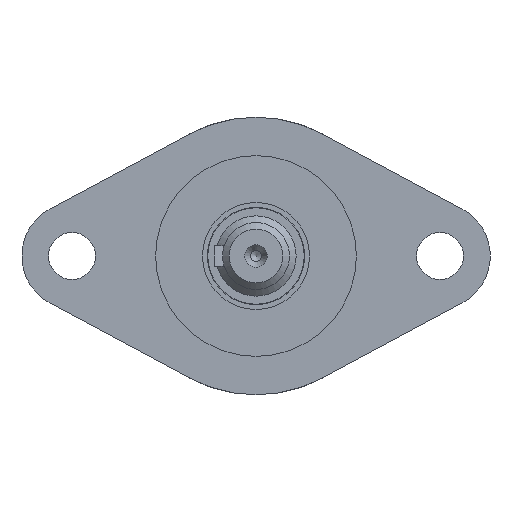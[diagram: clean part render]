
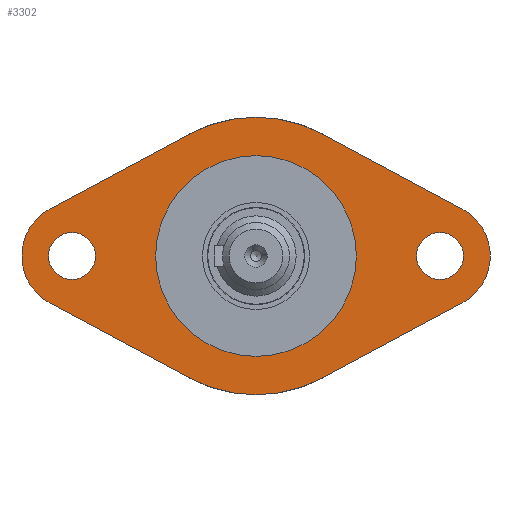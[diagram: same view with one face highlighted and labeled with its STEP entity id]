
A CAD part, left-side view. The second image highlights one B-rep face of the part: STEP entity #3302.
In plain terms, the highlighted planar face has unit normal (-1, 0, 0).
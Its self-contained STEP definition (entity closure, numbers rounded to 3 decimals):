
#501=LINE('',#5438,#780);
#503=LINE('',#5443,#782);
#507=LINE('',#5456,#786);
#512=LINE('',#5469,#791);
#780=VECTOR('',#4314,10.);
#782=VECTOR('',#4318,10.);
#786=VECTOR('',#4330,10.);
#791=VECTOR('',#4343,10.);
#872=FACE_BOUND('',#1227,.T.);
#873=FACE_BOUND('',#1228,.T.);
#874=FACE_BOUND('',#1229,.T.);
#1027=FACE_OUTER_BOUND('',#1226,.T.);
#1226=EDGE_LOOP('',(#2862,#2863,#2864,#2865,#2866,#2867,#2868,#2869));
#1227=EDGE_LOOP('',(#2870));
#1228=EDGE_LOOP('',(#2871));
#1229=EDGE_LOOP('',(#2872));
#1343=CIRCLE('',#3564,3.5);
#1345=CIRCLE('',#3567,3.5);
#1347=CIRCLE('',#3570,8.);
#1351=CIRCLE('',#3579,8.);
#1353=CIRCLE('',#3584,15.);
#1355=CIRCLE('',#3587,20.75);
#1356=CIRCLE('',#3588,20.75);
#1614=VERTEX_POINT('',#5415);
#1616=VERTEX_POINT('',#5421);
#1619=VERTEX_POINT('',#5428);
#1620=VERTEX_POINT('',#5430);
#1622=VERTEX_POINT('',#5436);
#1624=VERTEX_POINT('',#5442);
#1628=VERTEX_POINT('',#5453);
#1629=VERTEX_POINT('',#5455);
#1631=VERTEX_POINT('',#5461);
#1633=VERTEX_POINT('',#5467);
#1634=VERTEX_POINT('',#5473);
#2025=EDGE_CURVE('',#1614,#1614,#1343,.T.);
#2028=EDGE_CURVE('',#1616,#1616,#1345,.T.);
#2031=EDGE_CURVE('',#1619,#1620,#1347,.T.);
#2035=EDGE_CURVE('',#1622,#1619,#501,.T.);
#2037=EDGE_CURVE('',#1620,#1624,#503,.T.);
#2043=EDGE_CURVE('',#1629,#1628,#507,.T.);
#2047=EDGE_CURVE('',#1628,#1631,#1351,.T.);
#2050=EDGE_CURVE('',#1631,#1633,#512,.T.);
#2052=EDGE_CURVE('',#1634,#1634,#1353,.T.);
#2055=EDGE_CURVE('',#1624,#1633,#1355,.T.);
#2056=EDGE_CURVE('',#1629,#1622,#1356,.T.);
#2862=ORIENTED_EDGE('',*,*,#2055,.F.);
#2863=ORIENTED_EDGE('',*,*,#2037,.F.);
#2864=ORIENTED_EDGE('',*,*,#2031,.F.);
#2865=ORIENTED_EDGE('',*,*,#2035,.F.);
#2866=ORIENTED_EDGE('',*,*,#2056,.F.);
#2867=ORIENTED_EDGE('',*,*,#2043,.T.);
#2868=ORIENTED_EDGE('',*,*,#2047,.T.);
#2869=ORIENTED_EDGE('',*,*,#2050,.T.);
#2870=ORIENTED_EDGE('',*,*,#2025,.T.);
#2871=ORIENTED_EDGE('',*,*,#2028,.T.);
#2872=ORIENTED_EDGE('',*,*,#2052,.T.);
#3138=PLANE('',#3586);
#3302=ADVANCED_FACE('',(#1027,#872,#873,#874),#3138,.T.);
#3564=AXIS2_PLACEMENT_3D('',#5417,#4293,#4294);
#3567=AXIS2_PLACEMENT_3D('',#5423,#4300,#4301);
#3570=AXIS2_PLACEMENT_3D('',#5431,#4307,#4308);
#3579=AXIS2_PLACEMENT_3D('',#5463,#4337,#4338);
#3584=AXIS2_PLACEMENT_3D('',#5474,#4350,#4351);
#3586=AXIS2_PLACEMENT_3D('',#5478,#4355,#4356);
#3587=AXIS2_PLACEMENT_3D('',#5479,#4357,#4358);
#3588=AXIS2_PLACEMENT_3D('',#5480,#4359,#4360);
#4293=DIRECTION('center_axis',(1.,0.,0.));
#4294=DIRECTION('ref_axis',(0.,0.,
1.));
#4300=DIRECTION('center_axis',(1.,0.,0.));
#4301=DIRECTION('ref_axis',(0.,0.,
1.));
#4307=DIRECTION('center_axis',(1.,0.,0.));
#4308=DIRECTION('ref_axis',(0.,-0.472,-0.881));
#4314=DIRECTION('',(0.,0.881,0.472));
#4318=DIRECTION('',(0.,-0.881,0.472));
#4330=DIRECTION('',(0.,-0.881,0.472));
#4337=DIRECTION('center_axis',(-1.,0.,0.));
#4338=DIRECTION('ref_axis',(0.,-0.472,-0.881));
#4343=DIRECTION('',(0.,0.881,0.472));
#4350=DIRECTION('center_axis',(1.,0.,0.));
#4351=DIRECTION('ref_axis',(0.,-1.,0.));
#4355=DIRECTION('center_axis',(-1.,0.,0.));
#4356=DIRECTION('ref_axis',(0.,0.,
-1.));
#4357=DIRECTION('center_axis',(1.,0.,0.));
#4358=DIRECTION('ref_axis',(0.,-1.,0.));
#4359=DIRECTION('center_axis',(1.,0.,0.));
#4360=DIRECTION('ref_axis',(0.,-1.,0.));
#5415=CARTESIAN_POINT('',(-147.2,-27.5,-3.5));
#5417=CARTESIAN_POINT('Origin',(-147.2,-27.5,0.));
#5421=CARTESIAN_POINT('',(-147.2,27.5,-3.5));
#5423=CARTESIAN_POINT('Origin',(-147.2,27.5,0.));
#5428=CARTESIAN_POINT('',(-147.2,30.778,-7.052));
#5430=CARTESIAN_POINT('',(-147.2,30.778,7.052));
#5431=CARTESIAN_POINT('Origin',(-147.2,27.,0.));
#5436=CARTESIAN_POINT('',(-147.2,9.799,-18.291));
#5438=CARTESIAN_POINT('',(-147.2,9.799,-18.291));
#5442=CARTESIAN_POINT('',(-147.2,9.799,18.291));
#5443=CARTESIAN_POINT('',(-147.2,30.778,7.052));
#5453=CARTESIAN_POINT('',(-147.2,-30.778,-7.052));
#5455=CARTESIAN_POINT('',(-147.2,-9.799,-18.291));
#5456=CARTESIAN_POINT('',(-147.2,-9.799,-18.291));
#5461=CARTESIAN_POINT('',(-147.2,-30.778,7.052));
#5463=CARTESIAN_POINT('Origin',(-147.2,-27.,0.));
#5467=CARTESIAN_POINT('',(-147.2,-9.799,18.291));
#5469=CARTESIAN_POINT('',(-147.2,-30.778,7.052));
#5473=CARTESIAN_POINT('',(-147.2,15.,0.));
#5474=CARTESIAN_POINT('Origin',(-147.2,0.,
0.));
#5478=CARTESIAN_POINT('Origin',(-147.2,-17.875,0.));
#5479=CARTESIAN_POINT('Origin',(-147.2,0.,
0.));
#5480=CARTESIAN_POINT('Origin',(-147.2,0.,
0.));
